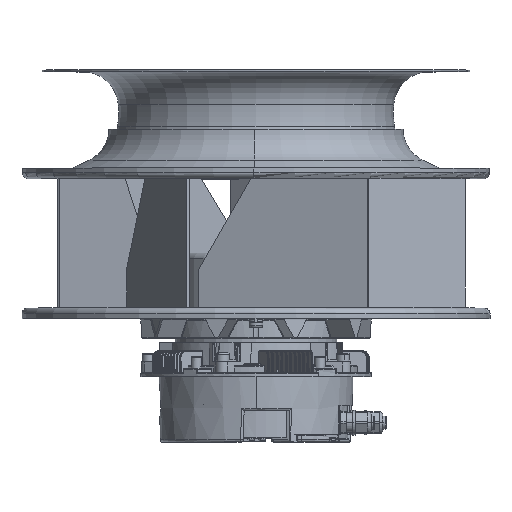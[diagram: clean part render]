
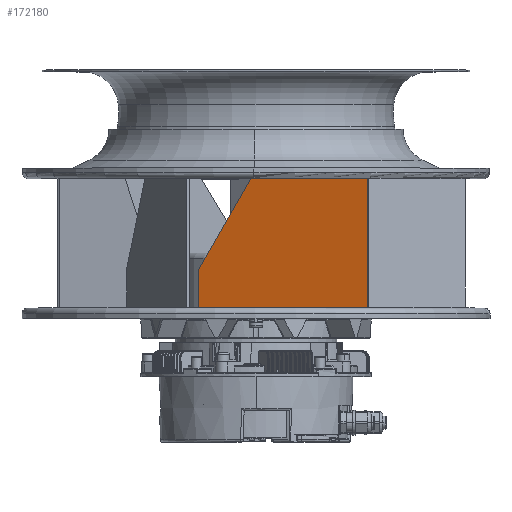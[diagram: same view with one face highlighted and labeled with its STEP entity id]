
A CAD part, top view. The second image highlights one B-rep face of the part: STEP entity #172180.
In plain terms, the highlighted planar face has unit normal (-0.327, 0, 0.945).
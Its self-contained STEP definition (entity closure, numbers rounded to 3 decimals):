
#168872=DIRECTION('',(0.945,0.,0.326));
#168873=VECTOR('',#168872,155.013);
#168874=CARTESIAN_POINT('',(-49.628,54.5,103.722));
#168875=LINE('',#168874,#168873);
#169587=DIRECTION('',(-0.945,0.,
-0.326));
#169588=VECTOR('',#169587,12.053);
#169589=CARTESIAN_POINT('',(96.891,166.5,154.331));
#169590=LINE('',#169589,#169588);
#170007=DIRECTION('',(0.,1.,0.));
#170008=VECTOR('',#170007,33.);
#170009=CARTESIAN_POINT('',(-49.628,54.5,103.722));
#170010=LINE('',#170009,#170008);
#170011=DIRECTION('',(0.489,0.856,0.169));
#170012=VECTOR('',#170011,117.992);
#170013=CARTESIAN_POINT('',(-49.628,87.5,
103.722));
#170014=LINE('',#170013,#170012);
#170015=CARTESIAN_POINT('',(27.455,188.5,130.347));
#170016=CARTESIAN_POINT('',(29.144,187.441,
130.931));
#170017=CARTESIAN_POINT('',(32.699,185.427,
132.159));
#170018=CARTESIAN_POINT('',(38.597,182.719,
134.196));
#170019=CARTESIAN_POINT('',(42.868,181.186,
135.671));
#170020=CARTESIAN_POINT('',(45.096,180.5,136.441));
#170022=CARTESIAN_POINT('',(45.096,180.5,136.441));
#170023=CARTESIAN_POINT('',(49.605,179.117,
137.998));
#170024=CARTESIAN_POINT('',(58.601,176.214,
141.105));
#170025=CARTESIAN_POINT('',(71.814,171.609,
145.669));
#170026=CARTESIAN_POINT('',(80.914,168.241,
148.812));
#170027=CARTESIAN_POINT('',(85.499,166.5,150.396));
#170038=DIRECTION('',(-0.945,0.,
-0.326));
#170039=VECTOR('',#170038,20.552);
#170040=CARTESIAN_POINT('',(27.455,188.5,130.347));
#170041=LINE('',#170040,#170039);
#170050=DIRECTION('',(0.,1.,0.));
#170051=VECTOR('',#170050,112.);
#170052=CARTESIAN_POINT('',(96.891,54.5,154.331));
#170053=LINE('',#170052,#170051);
#170120=CARTESIAN_POINT('',(45.096,180.5,136.441));
#170121=VERTEX_POINT('',#170120);
#170122=VERTEX_POINT('',#170015);
#170213=CARTESIAN_POINT('',(-49.628,54.5,103.722));
#170214=VERTEX_POINT('',#170213);
#170215=CARTESIAN_POINT('',(96.891,54.5,154.331));
#170216=VERTEX_POINT('',#170215);
#170351=CARTESIAN_POINT('',(85.499,166.5,150.396));
#170352=VERTEX_POINT('',#170351);
#170385=CARTESIAN_POINT('',(96.891,166.5,154.331));
#170386=VERTEX_POINT('',#170385);
#170485=CARTESIAN_POINT('',(-49.628,87.5,
103.722));
#170486=VERTEX_POINT('',#170485);
#170487=CARTESIAN_POINT('',(8.029,188.5,123.637));
#170488=VERTEX_POINT('',#170487);
#172161=CARTESIAN_POINT('',(23.631,121.5,129.027));
#172162=DIRECTION('',(-0.326,0.,0.945));
#172163=DIRECTION('',(0.945,0.,0.326));
#172164=AXIS2_PLACEMENT_3D('',#172161,#172162,#172163);
#172165=PLANE('',#172164);
#172166=ORIENTED_EDGE('',*,*,#170674,.F.);
#172168=ORIENTED_EDGE('',*,*,#172167,.T.);
#172170=ORIENTED_EDGE('',*,*,#172169,.T.);
#172172=ORIENTED_EDGE('',*,*,#172171,.F.);
#172173=ORIENTED_EDGE('',*,*,#170530,.T.);
#172174=ORIENTED_EDGE('',*,*,#172156,.T.);
#172175=ORIENTED_EDGE('',*,*,#171585,.F.);
#172177=ORIENTED_EDGE('',*,*,#172176,.F.);
#172178=EDGE_LOOP('',(#172166,#172168,#172170,#172172,#172173,#172174,#172175,
#172177));
#172179=FACE_OUTER_BOUND('',#172178,.F.);
#172180=ADVANCED_FACE('',(#172179),#172165,.T.);
#170021=B_SPLINE_CURVE_WITH_KNOTS('',3,(#170015,#170016,#170017,#170018,#170019,
#170020),.UNSPECIFIED.,.F.,.F.,(4,1,1,4),(0.,0.333,
0.667,1.),.UNSPECIFIED.);
#170028=B_SPLINE_CURVE_WITH_KNOTS('',3,(#170022,#170023,#170024,#170025,#170026,
#170027),.UNSPECIFIED.,.F.,.F.,(4,1,1,4),(0.,0.333,
0.667,1.),.UNSPECIFIED.);
#170530=EDGE_CURVE('',#170122,#170121,#170021,.T.);
#170674=EDGE_CURVE('',#170214,#170216,#168875,.T.);
#171585=EDGE_CURVE('',#170386,#170352,#169590,.T.);
#172156=EDGE_CURVE('',#170121,#170352,#170028,.T.);
#172167=EDGE_CURVE('',#170214,#170486,#170010,.T.);
#172169=EDGE_CURVE('',#170486,#170488,#170014,.T.);
#172171=EDGE_CURVE('',#170122,#170488,#170041,.T.);
#172176=EDGE_CURVE('',#170216,#170386,#170053,.T.);
